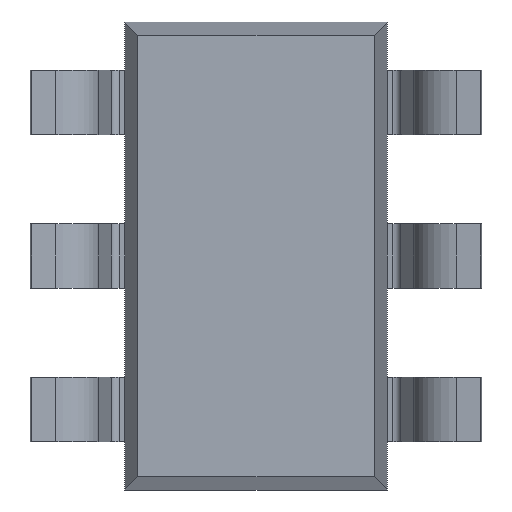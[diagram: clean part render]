
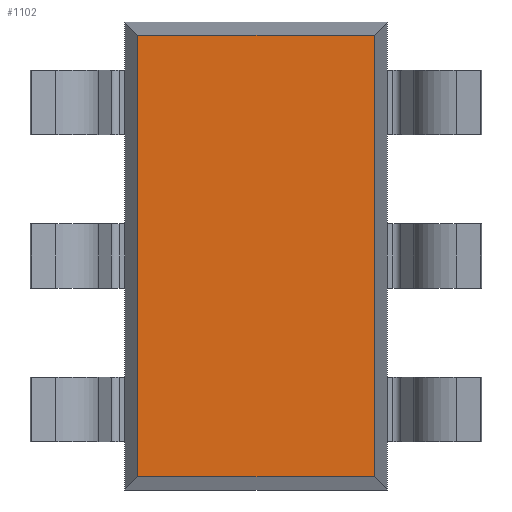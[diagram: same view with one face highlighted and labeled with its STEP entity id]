
A CAD part, front view. The second image highlights one B-rep face of the part: STEP entity #1102.
In plain terms, the highlighted planar face has unit normal (0, -1, 0).
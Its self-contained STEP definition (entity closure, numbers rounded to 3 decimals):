
#195 = CARTESIAN_POINT ( 'NONE',  ( -0.731, 0.15, 1.45 ) ) ;
#240 = VERTEX_POINT ( 'NONE', #1267 ) ;
#250 = DIRECTION ( 'NONE',  ( -1., 0., 0. ) ) ;
#416 = DIRECTION ( 'NONE',  ( 0., 0., -1. ) ) ;
#453 = DIRECTION ( 'NONE',  ( 0., -1., 0. ) ) ;
#531 = CARTESIAN_POINT ( 'NONE',  ( -0.813, 0.15, -1.369 ) ) ;
#628 = VECTOR ( 'NONE', #250, 1000. ) ;
#643 = LINE ( 'NONE', #2001, #2720 ) ;
#781 = DIRECTION ( 'NONE',  ( 0., 0., 1. ) ) ;
#836 = CARTESIAN_POINT ( 'NONE',  ( -0.731, 0.15, -1.369 ) ) ;
#974 = CARTESIAN_POINT ( 'NONE',  ( 0.731, 0.15, 1.369 ) ) ;
#985 = CARTESIAN_POINT ( 'NONE',  ( -0.731, 0.15, 1.369 ) ) ;
#1021 = CARTESIAN_POINT ( 'NONE',  ( 0.812, 0.15, 1.369 ) ) ;
#1051 = LINE ( 'NONE', #531, #3151 ) ;
#1058 = EDGE_CURVE ( 'NONE', #2265, #240, #1051, .T. ) ;
#1075 = VECTOR ( 'NONE', #416, 1000. ) ;
#1077 = ORIENTED_EDGE ( 'NONE', *, *, #2317, .T. ) ;
#1102 = ADVANCED_FACE ( 'NONE', ( #2076 ), #1694, .T. ) ;
#1126 = EDGE_LOOP ( 'NONE', ( #2086, #1507, #1077, #3136 ) ) ;
#1165 = EDGE_CURVE ( 'NONE', #1275, #2265, #2118, .T. ) ;
#1267 = CARTESIAN_POINT ( 'NONE',  ( 0.731, 0.15, -1.369 ) ) ;
#1275 = VERTEX_POINT ( 'NONE', #985 ) ;
#1507 = ORIENTED_EDGE ( 'NONE', *, *, #2285, .T. ) ;
#1657 = LINE ( 'NONE', #1021, #628 ) ;
#1694 = PLANE ( 'NONE',  #3043 ) ;
#1875 = CARTESIAN_POINT ( 'NONE',  ( 0., 0.15, 0. ) ) ;
#2001 = CARTESIAN_POINT ( 'NONE',  ( 0.731, 0.15, -1.45 ) ) ;
#2076 = FACE_OUTER_BOUND ( 'NONE', #1126, .T. ) ;
#2086 = ORIENTED_EDGE ( 'NONE', *, *, #1058, .T. ) ;
#2118 = LINE ( 'NONE', #195, #1075 ) ;
#2129 = DIRECTION ( 'NONE',  ( 0., 0., -1. ) ) ;
#2265 = VERTEX_POINT ( 'NONE', #836 ) ;
#2285 = EDGE_CURVE ( 'NONE', #240, #2364, #643, .T. ) ;
#2317 = EDGE_CURVE ( 'NONE', #2364, #1275, #1657, .T. ) ;
#2364 = VERTEX_POINT ( 'NONE', #974 ) ;
#2720 = VECTOR ( 'NONE', #781, 1000. ) ;
#3023 = DIRECTION ( 'NONE',  ( 1., 0., 0. ) ) ;
#3043 = AXIS2_PLACEMENT_3D ( 'NONE', #1875, #453, #2129 ) ;
#3136 = ORIENTED_EDGE ( 'NONE', *, *, #1165, .T. ) ;
#3151 = VECTOR ( 'NONE', #3023, 1000. ) ;
